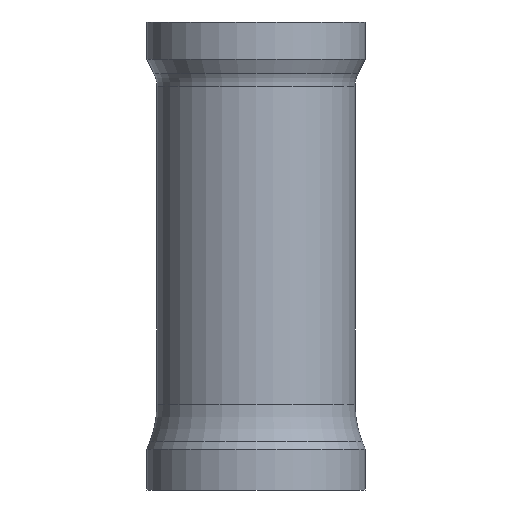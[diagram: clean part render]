
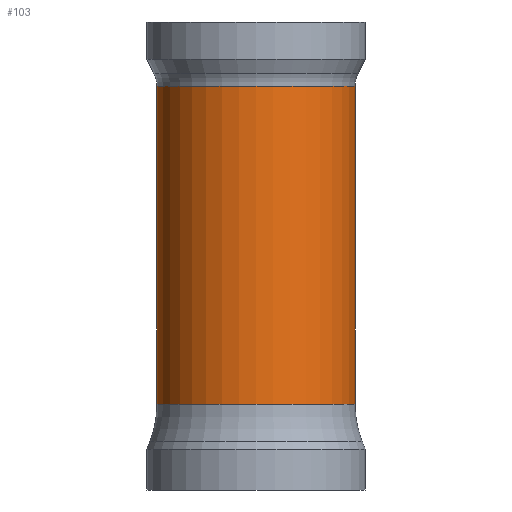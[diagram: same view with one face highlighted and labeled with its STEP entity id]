
A CAD part, front view. The second image highlights one B-rep face of the part: STEP entity #103.
In plain terms, the highlighted cylindrical face has radius 25.4 mm (diameter 50.8 mm), a partial arc.
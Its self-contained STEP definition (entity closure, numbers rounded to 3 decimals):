
#2 = DIRECTION ( 'NONE',  ( 0., 0., 1. ) ) ;
#25 = EDGE_LOOP ( 'NONE', ( #690, #338, #114, #379 ) ) ;
#44 = AXIS2_PLACEMENT_3D ( 'NONE', #671, #178, #619 ) ;
#56 = AXIS2_PLACEMENT_3D ( 'NONE', #493, #63, #381 ) ;
#59 = LINE ( 'NONE', #165, #173 ) ;
#63 = DIRECTION ( 'NONE',  ( 0., 0., 1. ) ) ;
#64 = VERTEX_POINT ( 'NONE', #100 ) ;
#100 = CARTESIAN_POINT ( 'NONE',  ( -25.4, 0., -16.5 ) ) ;
#103 = ADVANCED_FACE ( 'NONE', ( #121 ), #606, .T. ) ;
#109 = CARTESIAN_POINT ( 'NONE',  ( 25.4, 0., 0. ) ) ;
#114 = ORIENTED_EDGE ( 'NONE', *, *, #171, .T. ) ;
#121 = FACE_OUTER_BOUND ( 'NONE', #25, .T. ) ;
#155 = DIRECTION ( 'NONE',  ( 0., 0., 1. ) ) ;
#165 = CARTESIAN_POINT ( 'NONE',  ( -25.4, 0., 0. ) ) ;
#171 = EDGE_CURVE ( 'NONE', #282, #674, #224, .T. ) ;
#173 = VECTOR ( 'NONE', #155, 1000. ) ;
#178 = DIRECTION ( 'NONE',  ( 0., 0., 1. ) ) ;
#224 = LINE ( 'NONE', #109, #497 ) ;
#244 = CARTESIAN_POINT ( 'NONE',  ( 25.4, 0., -98. ) ) ;
#282 = VERTEX_POINT ( 'NONE', #244 ) ;
#307 = CIRCLE ( 'NONE', #44, 25.4 ) ;
#322 = CARTESIAN_POINT ( 'NONE',  ( 0., 0., -98. ) ) ;
#325 = CIRCLE ( 'NONE', #611, 25.4 ) ;
#338 = ORIENTED_EDGE ( 'NONE', *, *, #615, .T. ) ;
#379 = ORIENTED_EDGE ( 'NONE', *, *, #420, .F. ) ;
#381 = DIRECTION ( 'NONE',  ( 1., 0., 0. ) ) ;
#420 = EDGE_CURVE ( 'NONE', #64, #674, #307, .T. ) ;
#443 = CARTESIAN_POINT ( 'NONE',  ( 25.4, 0., -16.5 ) ) ;
#489 = CARTESIAN_POINT ( 'NONE',  ( -25.4, 0., -98. ) ) ;
#493 = CARTESIAN_POINT ( 'NONE',  ( 0., 0., 0. ) ) ;
#497 = VECTOR ( 'NONE', #657, 1000. ) ;
#538 = DIRECTION ( 'NONE',  ( 1., 0., 0. ) ) ;
#542 = VERTEX_POINT ( 'NONE', #489 ) ;
#551 = EDGE_CURVE ( 'NONE', #542, #64, #59, .T. ) ;
#606 = CYLINDRICAL_SURFACE ( 'NONE', #56, 25.4 ) ;
#611 = AXIS2_PLACEMENT_3D ( 'NONE', #322, #2, #538 ) ;
#615 = EDGE_CURVE ( 'NONE', #542, #282, #325, .T. ) ;
#619 = DIRECTION ( 'NONE',  ( 1., 0., 0. ) ) ;
#657 = DIRECTION ( 'NONE',  ( 0., 0., 1. ) ) ;
#671 = CARTESIAN_POINT ( 'NONE',  ( 0., 0., -16.5 ) ) ;
#674 = VERTEX_POINT ( 'NONE', #443 ) ;
#690 = ORIENTED_EDGE ( 'NONE', *, *, #551, .F. ) ;
